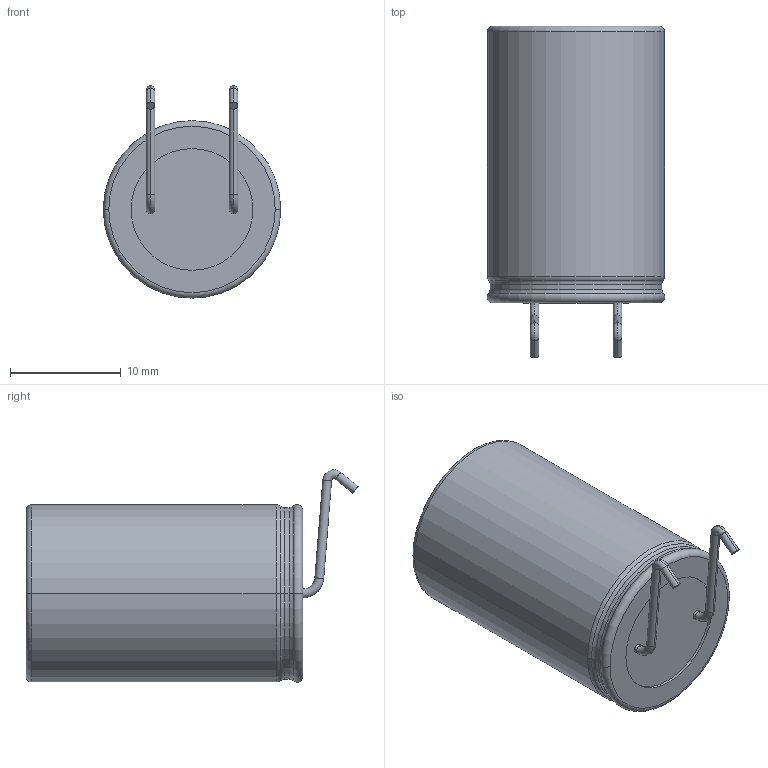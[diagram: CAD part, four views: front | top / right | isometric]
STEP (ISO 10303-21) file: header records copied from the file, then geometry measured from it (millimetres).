
FILE_DESCRIPTION (( 'STEP AP214' ), '1' );
FILE_NAME ('CAP electrolitico 16x25mm - horizontal50grados.STEP', '2022-09-08T07:00:58', ( '' ), ( '' ), 'SwSTEP 2.0', 'SolidWorks 2020', '' );
FILE_SCHEMA (( 'AUTOMOTIVE_DESIGN' ));
Length unit declared in the file: millimetre
Products named in the file (1): CAP electrolitico 16x25mm - horizontal50grados
Bounding box: 16.04 x 29.99 x 19.18 mm (x, y, z)
Volume: 4989 mm3; surface area: 1731.7 mm2
Topology: 1 solids, 1 shells, 56 faces, 122 edges, 72 vertices
Faces by surface type: cylinder 20, torus 18, plane 18
Entity records: 2186 total; most frequent: DIRECTION 310, CARTESIAN_POINT 251, ORIENTED_EDGE 244, AXIS2_PLACEMENT_3D 131, EDGE_CURVE 122, CIRCLE 74, VERTEX_POINT 72, EDGE_LOOP 60
